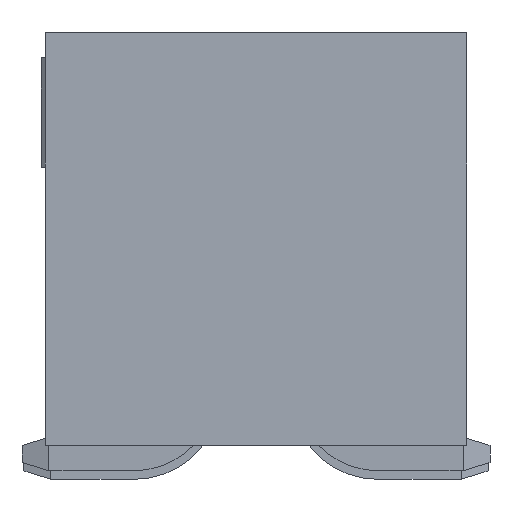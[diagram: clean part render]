
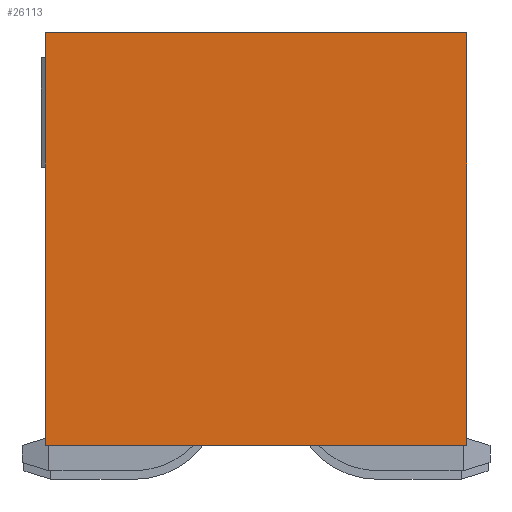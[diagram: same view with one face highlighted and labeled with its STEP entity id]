
A CAD part, front view. The second image highlights one B-rep face of the part: STEP entity #26113.
In plain terms, the highlighted face is planar.
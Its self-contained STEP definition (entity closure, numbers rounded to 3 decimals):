
#1545=ORIENTED_EDGE('',*,*,#6783,.F.);
#1546=ORIENTED_EDGE('',*,*,#6784,.F.);
#1547=ORIENTED_EDGE('',*,*,#6785,.T.);
#1548=ORIENTED_EDGE('',*,*,#6786,.T.);
#6783=EDGE_CURVE('',#9394,#9395,#11289,.T.);
#6784=EDGE_CURVE('',#9396,#9394,#11290,.T.);
#6785=EDGE_CURVE('',#9396,#9397,#11291,.T.);
#6786=EDGE_CURVE('',#9397,#9395,#11292,.T.);
#9394=VERTEX_POINT('',#35133);
#9395=VERTEX_POINT('',#35134);
#9396=VERTEX_POINT('',#35136);
#9397=VERTEX_POINT('',#35138);
#11289=LINE('',#35132,#13875);
#11290=LINE('',#35135,#13876);
#11291=LINE('',#35137,#13877);
#11292=LINE('',#35139,#13878);
#13875=VECTOR('',#29499,1000.);
#13876=VECTOR('',#29500,1000.);
#13877=VECTOR('',#29501,1000.);
#13878=VECTOR('',#29502,1000.);
#15753=EDGE_LOOP('',(#1545,#1546,#1547,#1548));
#16827=FACE_BOUND('',#15753,.T.);
#17867=PLANE('',#27159);
#26113=ADVANCED_FACE('',(#16827),#17867,.T.);
#27159=AXIS2_PLACEMENT_3D('',#35131,#29497,#29498);
#29497=DIRECTION('',(1.,0.,0.));
#29498=DIRECTION('',(0.,0.,-1.));
#29499=DIRECTION('',(0.,0.,-1.));
#29500=DIRECTION('',(0.,1.,0.));
#29501=DIRECTION('',(0.,0.,-1.));
#29502=DIRECTION('',(0.,1.,0.));
#35131=CARTESIAN_POINT('',(13.97,-2.5,2.45));
#35132=CARTESIAN_POINT('',(13.97,2.5,2.45));
#35133=CARTESIAN_POINT('',(13.97,2.5,2.45));
#35134=CARTESIAN_POINT('',(13.97,2.5,-2.45));
#35135=CARTESIAN_POINT('',(13.97,-2.5,2.45));
#35136=CARTESIAN_POINT('',(13.97,-2.5,2.45));
#35137=CARTESIAN_POINT('',(13.97,-2.5,2.45));
#35138=CARTESIAN_POINT('',(13.97,-2.5,-2.45));
#35139=CARTESIAN_POINT('',(13.97,-2.5,-2.45));
